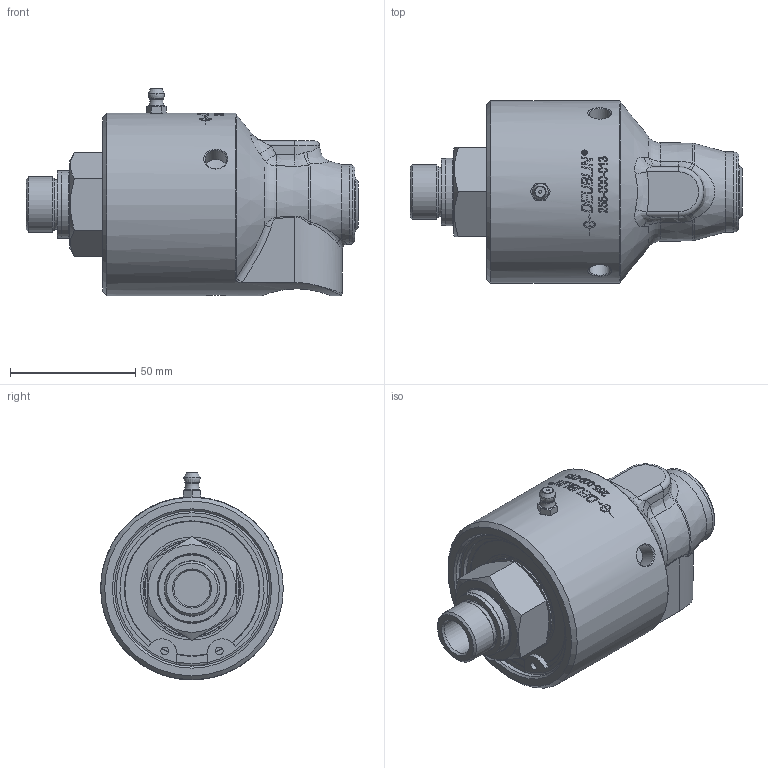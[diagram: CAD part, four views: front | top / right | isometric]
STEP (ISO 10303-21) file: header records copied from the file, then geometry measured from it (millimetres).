
FILE_DESCRIPTION(/* description */ (''),/* implementation_level */ '2;1');
FILE_NAME(/* name */ '255-000-013-IC.stp',/* time_stamp */ '2020-05-19T11:12:54-05:00',/* author */ ('GALINDOLM'),/* organization */ (''),/* preprocessor_version */ 'ST-DEVELOPER v18',/* originating_system */ 'Autodesk Inventor 2020',/* authorisation */ '');
FILE_SCHEMA (('AUTOMOTIVE_DESIGN { 1 0 10303 214 3 1 1 }'));
Length unit declared in the file: millimetre
Products named in the file (1): 255-000-013-IC
Bounding box: 132.69 x 73 x 82.99 mm (x, y, z)
Volume: 305209.9 mm3; surface area: 43111 mm2
Topology: 2 solids, 7 shells, 473 faces, 1212 edges, 805 vertices
Faces by surface type: plane 193, bspline 149, cylinder 80, cone 28, torus 19, sphere 4
Full cylindrical faces by diameter (mm): 3 x1, 3.12 x2, 5.359 x1, 8.6 x3, 14.5 x1, 22 x2, 22.2 x1, 22.631 x1, 26.8 x1, 26.993 x1, 27.83 x1, 29.3 x1, 32 x1, 41.2 x1, 53.7 x1, 54.1 x1, 62 x2, 62.05 x1, 62.4 x1, 66.9 x1, 73 x1
Entity records: 20515 total; most frequent: CARTESIAN_POINT 9399, ORIENTED_EDGE 2420, DIRECTION 1963, EDGE_CURVE 1210, VERTEX_POINT 805, AXIS2_PLACEMENT_3D 779, EDGE_LOOP 537, FACE_OUTER_BOUND 473
